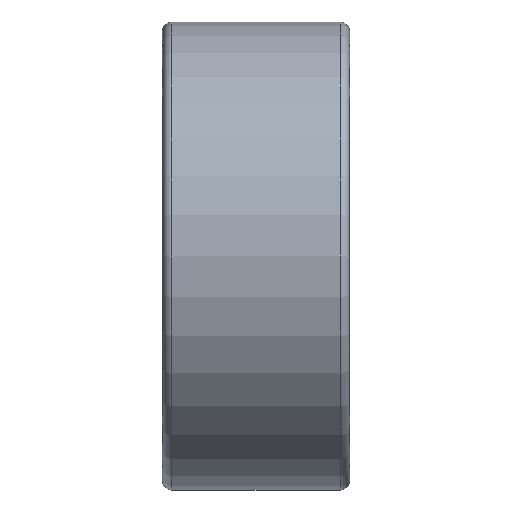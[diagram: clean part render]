
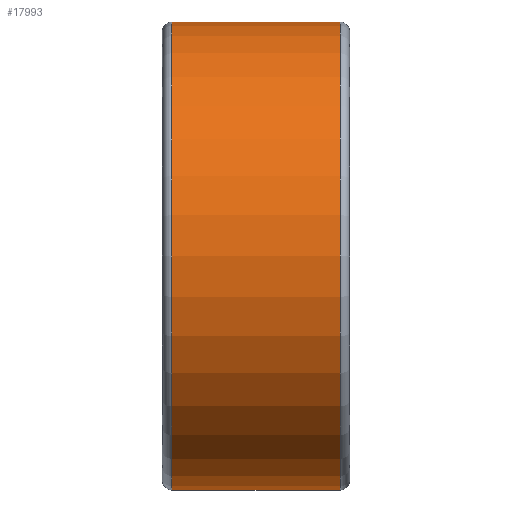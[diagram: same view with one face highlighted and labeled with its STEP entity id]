
A CAD part, front view. The second image highlights one B-rep face of the part: STEP entity #17993.
In plain terms, the highlighted cylindrical face has radius 125 mm (diameter 250 mm), a partial arc.
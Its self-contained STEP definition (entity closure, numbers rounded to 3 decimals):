
#546 = VECTOR ( 'NONE', #714, 1000. ) ;
#714 = DIRECTION ( 'NONE',  ( 1., 0., 0. ) ) ;
#1346 = VERTEX_POINT ( 'NONE', #4161 ) ;
#1870 = VERTEX_POINT ( 'NONE', #11920 ) ;
#2402 = ORIENTED_EDGE ( 'NONE', *, *, #2430, .F. ) ;
#2430 = EDGE_CURVE ( 'NONE', #1870, #4568, #18592, .T. ) ;
#2987 = DIRECTION ( 'NONE',  ( -1., 0., 0. ) ) ;
#3730 = AXIS2_PLACEMENT_3D ( 'NONE', #11168, #12533, #17680 ) ;
#3877 = EDGE_CURVE ( 'NONE', #1870, #1346, #17637, .T. ) ;
#4161 = CARTESIAN_POINT ( 'NONE',  ( -45., 0., -125. ) ) ;
#4568 = VERTEX_POINT ( 'NONE', #18373 ) ;
#4817 = CYLINDRICAL_SURFACE ( 'NONE', #16911, 125. ) ;
#5617 = CARTESIAN_POINT ( 'NONE',  ( 45., 0., -125. ) ) ;
#6326 = DIRECTION ( 'NONE',  ( 1., 0., 0. ) ) ;
#6429 = CARTESIAN_POINT ( 'NONE',  ( 0., 0., 0. ) ) ;
#7482 = ORIENTED_EDGE ( 'NONE', *, *, #3877, .T. ) ;
#7799 = DIRECTION ( 'NONE',  ( 1., 0., 0. ) ) ;
#8741 = CARTESIAN_POINT ( 'NONE',  ( 0., 0., -125. ) ) ;
#9155 = VERTEX_POINT ( 'NONE', #5617 ) ;
#9843 = CIRCLE ( 'NONE', #17667, 125. ) ;
#10224 = LINE ( 'NONE', #8741, #546 ) ;
#10421 = VECTOR ( 'NONE', #7799, 1000. ) ;
#10988 = DIRECTION ( 'NONE',  ( 0., 0., -1. ) ) ;
#11168 = CARTESIAN_POINT ( 'NONE',  ( -45., 0., 0. ) ) ;
#11414 = FACE_OUTER_BOUND ( 'NONE', #19885, .T. ) ;
#11920 = CARTESIAN_POINT ( 'NONE',  ( -45., 0., 125. ) ) ;
#12533 = DIRECTION ( 'NONE',  ( 1., 0., 0. ) ) ;
#13293 = EDGE_CURVE ( 'NONE', #9155, #4568, #9843, .T. ) ;
#13758 = CARTESIAN_POINT ( 'NONE',  ( 0., 0., 125. ) ) ;
#16911 = AXIS2_PLACEMENT_3D ( 'NONE', #6429, #6326, #19326 ) ;
#17595 = CARTESIAN_POINT ( 'NONE',  ( 45., 0., 0. ) ) ;
#17637 = CIRCLE ( 'NONE', #3730, 125. ) ;
#17667 = AXIS2_PLACEMENT_3D ( 'NONE', #17595, #2987, #10988 ) ;
#17680 = DIRECTION ( 'NONE',  ( 0., 0., 1. ) ) ;
#17993 = ADVANCED_FACE ( 'NONE', ( #11414 ), #4817, .T. ) ;
#18373 = CARTESIAN_POINT ( 'NONE',  ( 45., 0., 125. ) ) ;
#18453 = EDGE_CURVE ( 'NONE', #1346, #9155, #10224, .T. ) ;
#18592 = LINE ( 'NONE', #13758, #10421 ) ;
#19326 = DIRECTION ( 'NONE',  ( 0., 0., -1. ) ) ;
#19472 = ORIENTED_EDGE ( 'NONE', *, *, #13293, .T. ) ;
#19885 = EDGE_LOOP ( 'NONE', ( #2402, #7482, #21086, #19472 ) ) ;
#21086 = ORIENTED_EDGE ( 'NONE', *, *, #18453, .T. ) ;
